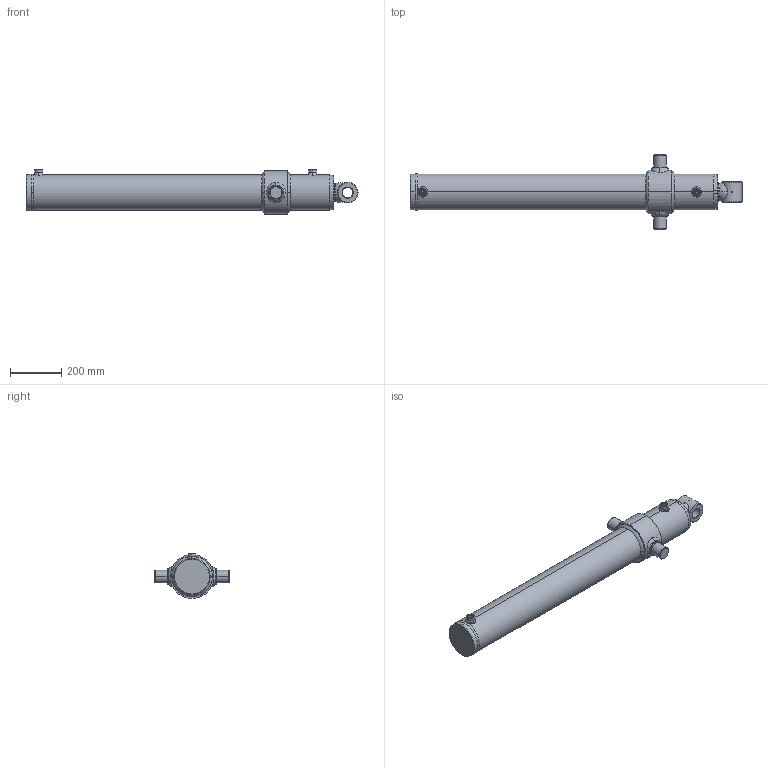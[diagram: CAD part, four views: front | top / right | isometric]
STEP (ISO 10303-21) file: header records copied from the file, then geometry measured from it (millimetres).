
FILE_DESCRIPTION (( 'STEP AP203' ), '1' );
FILE_NAME ('707.1000T.STEP', '2014-09-02T06:49:56', ( '' ), ( '' ), 'SwSTEP 2.0', 'SolidWorks 2013', '' );
FILE_SCHEMA (( 'CONFIG_CONTROL_DESIGN' ));
Length unit declared in the file: millimetre
Products named in the file (1): 707.1000T
Bounding box: 1295 x 290 x 175.5 mm (x, y, z)
Surface area: 1021473.1 mm2 (no closed solid volume)
Topology: 0 solids, 19 shells, 124 faces, 292 edges, 182 vertices
Faces by surface type: cone 42, cylinder 40, plane 22, torus 20
Entity records: 4517 total; most frequent: CARTESIAN_POINT 1535, DIRECTION 684, ORIENTED_EDGE 516, AXIS2_PLACEMENT_3D 293, EDGE_CURVE 292, VERTEX_POINT 182, CIRCLE 168, EDGE_LOOP 139
